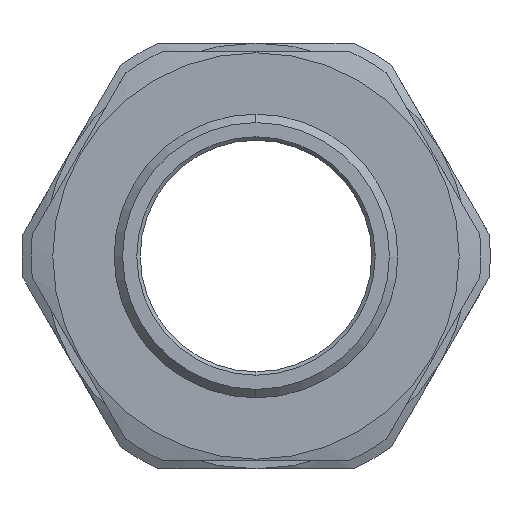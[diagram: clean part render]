
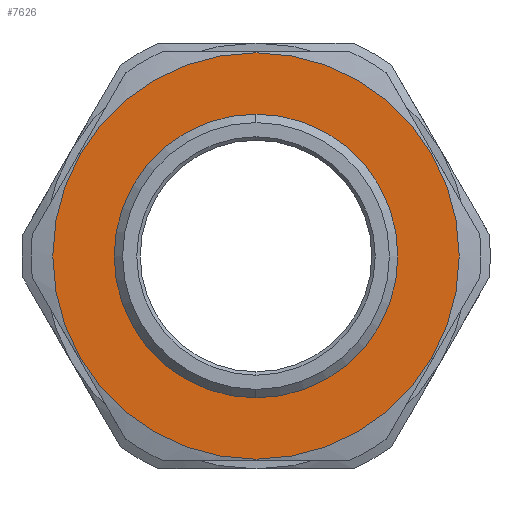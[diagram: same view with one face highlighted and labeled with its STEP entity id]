
A CAD part, left-side view. The second image highlights one B-rep face of the part: STEP entity #7626.
In plain terms, the highlighted planar face has unit normal (-1, 0, 0).
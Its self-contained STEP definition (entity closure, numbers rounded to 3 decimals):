
#22 = FACE_BOUND ( 'NONE', #2883, .T. ) ;
#119 = DIRECTION ( 'NONE',  ( 0., 0., -1. ) ) ;
#201 = VERTEX_POINT ( 'NONE', #8010 ) ;
#451 = CIRCLE ( 'NONE', #1496, 17.9 ) ;
#673 = EDGE_CURVE ( 'NONE', #201, #5407, #6330, .T. ) ;
#1007 = CARTESIAN_POINT ( 'NONE',  ( 10.3, 0., 0. ) ) ;
#1374 = CARTESIAN_POINT ( 'NONE',  ( 10.3, 0., 17.9 ) ) ;
#1496 = AXIS2_PLACEMENT_3D ( 'NONE', #1007, #5486, #2228 ) ;
#1561 = DIRECTION ( 'NONE',  ( -1., 0., 0. ) ) ;
#1578 = EDGE_CURVE ( 'NONE', #5564, #3328, #3216, .T. ) ;
#1615 = DIRECTION ( 'NONE',  ( -1., 0., 0. ) ) ;
#1862 = FACE_OUTER_BOUND ( 'NONE', #4482, .T. ) ;
#2180 = CARTESIAN_POINT ( 'NONE',  ( 10.3, 0., -17.9 ) ) ;
#2228 = DIRECTION ( 'NONE',  ( 0., 0., -1. ) ) ;
#2709 = ORIENTED_EDGE ( 'NONE', *, *, #673, .F. ) ;
#2807 = CIRCLE ( 'NONE', #5618, 12.5 ) ;
#2883 = EDGE_LOOP ( 'NONE', ( #5226, #2709 ) ) ;
#3216 = CIRCLE ( 'NONE', #7755, 17.9 ) ;
#3290 = DIRECTION ( 'NONE',  ( 0., 0., -1. ) ) ;
#3328 = VERTEX_POINT ( 'NONE', #2180 ) ;
#3666 = ORIENTED_EDGE ( 'NONE', *, *, #5744, .F. ) ;
#3839 = PLANE ( 'NONE',  #4091 ) ;
#3971 = ORIENTED_EDGE ( 'NONE', *, *, #1578, .F. ) ;
#3994 = DIRECTION ( 'NONE',  ( 0., 0., 1. ) ) ;
#4023 = EDGE_CURVE ( 'NONE', #5407, #201, #2807, .T. ) ;
#4091 = AXIS2_PLACEMENT_3D ( 'NONE', #5781, #7828, #119 ) ;
#4482 = EDGE_LOOP ( 'NONE', ( #3666, #3971 ) ) ;
#4606 = CARTESIAN_POINT ( 'NONE',  ( 10.3, 0., 0. ) ) ;
#4634 = DIRECTION ( 'NONE',  ( 1., 0., 0. ) ) ;
#5226 = ORIENTED_EDGE ( 'NONE', *, *, #4023, .F. ) ;
#5407 = VERTEX_POINT ( 'NONE', #6935 ) ;
#5483 = DIRECTION ( 'NONE',  ( 0., 0., 1. ) ) ;
#5486 = DIRECTION ( 'NONE',  ( 1., 0., 0. ) ) ;
#5564 = VERTEX_POINT ( 'NONE', #1374 ) ;
#5618 = AXIS2_PLACEMENT_3D ( 'NONE', #8041, #1615, #5483 ) ;
#5744 = EDGE_CURVE ( 'NONE', #3328, #5564, #451, .T. ) ;
#5781 = CARTESIAN_POINT ( 'NONE',  ( 10.3, 0., -20.3 ) ) ;
#6330 = CIRCLE ( 'NONE', #7807, 12.5 ) ;
#6636 = CARTESIAN_POINT ( 'NONE',  ( 10.3, 0., 0. ) ) ;
#6935 = CARTESIAN_POINT ( 'NONE',  ( 10.3, 0., -12.5 ) ) ;
#7626 = ADVANCED_FACE ( 'NONE', ( #1862, #22 ), #3839, .F. ) ;
#7755 = AXIS2_PLACEMENT_3D ( 'NONE', #4606, #4634, #3290 ) ;
#7807 = AXIS2_PLACEMENT_3D ( 'NONE', #6636, #1561, #3994 ) ;
#7828 = DIRECTION ( 'NONE',  ( 1., 0., 0. ) ) ;
#8010 = CARTESIAN_POINT ( 'NONE',  ( 10.3, 0., 12.5 ) ) ;
#8041 = CARTESIAN_POINT ( 'NONE',  ( 10.3, 0., 0. ) ) ;
